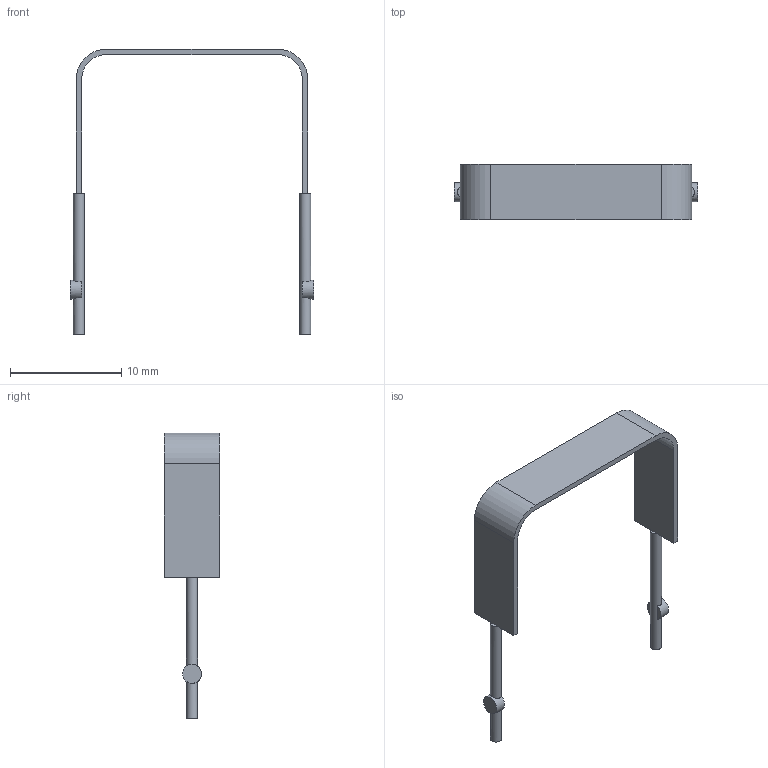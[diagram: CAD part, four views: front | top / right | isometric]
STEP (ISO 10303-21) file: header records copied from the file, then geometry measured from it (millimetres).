
FILE_DESCRIPTION(/* description */ ('STEP AP242','CAx-IF Rec.Pracs.---Representation and Presentation of Product Manufacturing Information (PMI)---4.0---2014-10-13','CAx-IF Rec.Pracs.---3D Tessellated Geometry---0.4---2014-09-14','2;1'),/* implementation_level */ '2;1');
FILE_NAME(/* name */ '66dfbeadb7e23b2f564a38ca',/* time_stamp */ '2024-09-10T03:36:13Z',/* author */ (''),/* organization */ (''),/* preprocessor_version */ 'ST-DEVELOPER v20',/* originating_system */ ' ',/* authorisation */ ' ');
FILE_SCHEMA (('AP242_MANAGED_MODEL_BASED_3D_ENGINEERING_MIM_LF { 1 0 10303 442 1 1 4 }'));
Length unit declared in the file: metre
Products named in the file (1): MSR5
Bounding box: 21.8 x 5 x 25.65 mm (x, y, z)
Volume: 131.4 mm3; surface area: 573.1 mm2
Topology: 1 solids, 1 shells, 32 faces, 81 edges, 51 vertices
Faces by surface type: plane 24, cylinder 8
Full cylindrical faces by diameter (mm): 1 x2, 1.7 x2
Entity records: 902 total; most frequent: CARTESIAN_POINT 169, DIRECTION 154, ORIENTED_EDGE 136, EDGE_CURVE 68, AXIS2_PLACEMENT_3D 57, VERTEX_POINT 44, LINE 40, VECTOR 40
